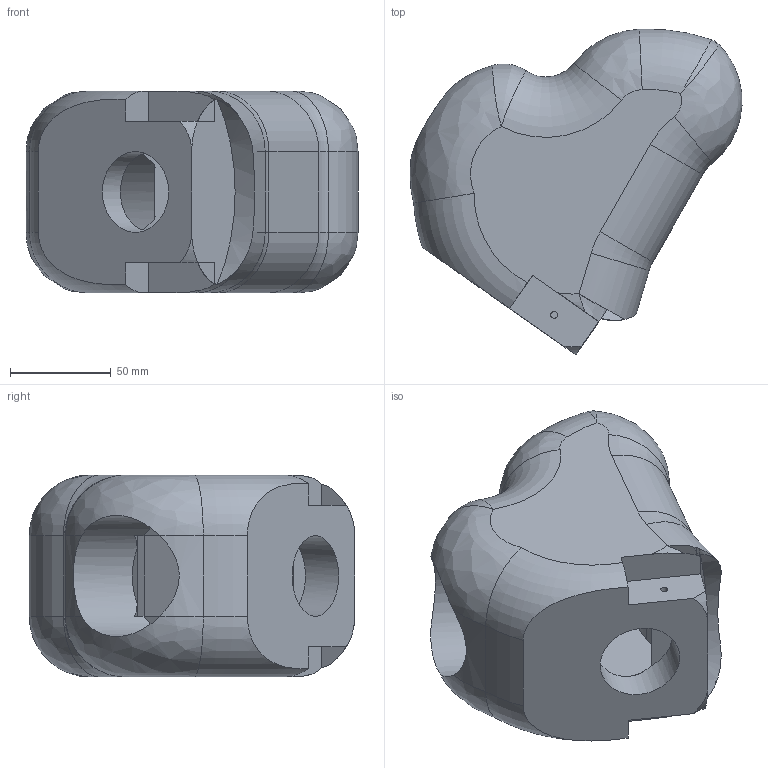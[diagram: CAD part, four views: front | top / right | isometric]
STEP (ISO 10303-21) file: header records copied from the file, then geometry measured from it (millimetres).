
FILE_DESCRIPTION(/* description */ (''),/* implementation_level */ '2;1');
FILE_NAME(/* name */ 'Final Unicorn Lamp Head.step',/* time_stamp */ '2025-08-06T02:40:01-04:00',/* author */ (''),/* organization */ (''),/* preprocessor_version */ 'ST-DEVELOPER v20.1',/* originating_system */ 'Autodesk Translation Framework v14.10.0.0',/* authorisation */ '');
FILE_SCHEMA (('AUTOMOTIVE_DESIGN { 1 0 10303 214 3 1 1 }'));
Length unit declared in the file: centimetre
Products named in the file (1): 2025-07-27-21-48-17-898
Bounding box: 164.47 x 161.26 x 100 mm (x, y, z)
Volume: 1188116.4 mm3; surface area: 102379.1 mm2
Topology: 1 solids, 1 shells, 77 faces, 198 edges, 118 vertices
Faces by surface type: cylinder 28, plane 23, torus 14, bspline 12
Full cylindrical faces by diameter (mm): 3.4 x2, 40 x1, 59.988 x1
Entity records: 3107 total; most frequent: CARTESIAN_POINT 1311, ORIENTED_EDGE 384, DIRECTION 356, EDGE_CURVE 192, AXIS2_PLACEMENT_3D 147, VERTEX_POINT 118, EDGE_LOOP 80, CIRCLE 80
